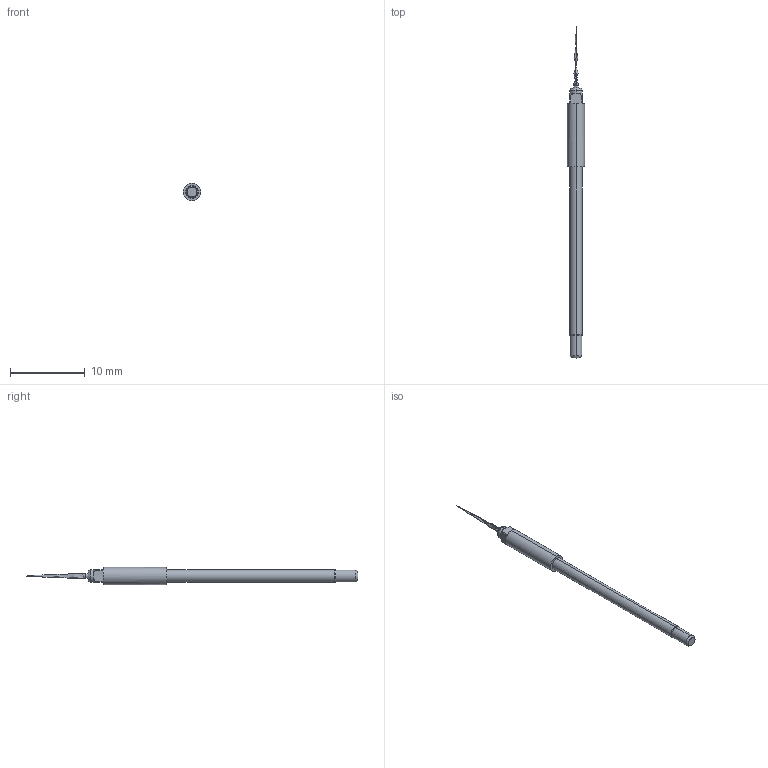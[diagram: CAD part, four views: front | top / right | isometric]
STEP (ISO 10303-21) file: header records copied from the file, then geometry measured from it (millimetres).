
FILE_DESCRIPTION (( 'STEP AP203' ), '1' );
FILE_NAME ('INGUN_GKS-112_209_060_N_xx10_M.STEP', '2022-01-19T13:32:38', ( 'ochi' ), ( '' ), 'SwSTEP 2.0', 'SolidWorks 2018', '' );
FILE_SCHEMA (( 'CONFIG_CONTROL_DESIGN' ));
Length unit declared in the file: millimetre
Products named in the file (1): INGUN_GKS-112_209_060_N_xx10_M
Bounding box: 2.3 x 44.3 x 2.3 mm (x, y, z)
Volume: 95.8 mm3; surface area: 222 mm2
Topology: 1 solids, 1 shells, 104 faces, 288 edges, 183 vertices
Faces by surface type: bspline 52, torus 23, plane 11, cylinder 10, cone 8
Entity records: 3825 total; most frequent: CARTESIAN_POINT 1632, ORIENTED_EDGE 564, EDGE_CURVE 282, DIRECTION 244, B_SPLINE_CURVE_WITH_KNOTS 200, VERTEX_POINT 183, AXIS2_PLACEMENT_3D 109, EDGE_LOOP 107
